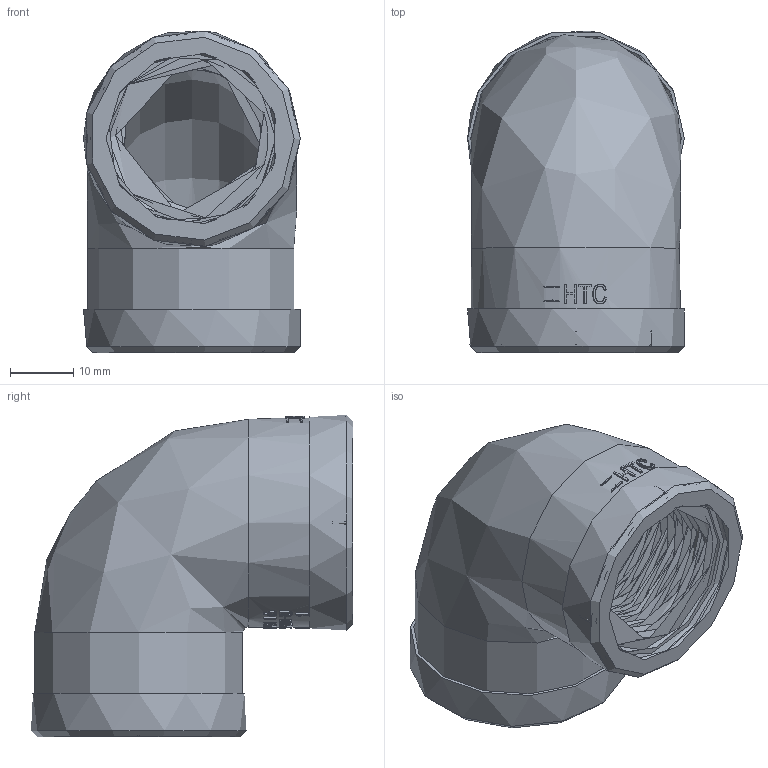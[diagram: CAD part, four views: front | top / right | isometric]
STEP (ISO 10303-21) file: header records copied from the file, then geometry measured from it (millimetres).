
FILE_DESCRIPTION(/* description */ (''),/* implementation_level */ '2;1');
FILE_NAME(/* name */ 'Z6B025025+铁圈.stp',/* time_stamp */ '2025-03-22T16:52:19+08:00',/* author */ (''),/* organization */ (''),/* preprocessor_version */ 'ST-DEVELOPER v16',/* originating_system */ 'SIEMENS PLM Software NX 10.0',/* authorisation */ '');
FILE_SCHEMA (('AUTOMOTIVE_DESIGN { 1 0 10303 214 3 1 1 1 }'));
Length unit declared in the file: millimetre
Products named in the file (1): gelv17ACEE58i09o
Bounding box: 34.2 x 50.78 x 50.78 mm (x, y, z)
Volume: 23691.8 mm3; surface area: 17609.6 mm2
Topology: 3 solids, 3 shells, 1832 faces, 5254 edges, 3455 vertices
Faces by surface type: bspline 1479, plane 175, cylinder 138, sphere 32, torus 8
Full cylindrical faces by diameter (mm): 26.441 x18, 27.1 x2, 29 x2, 33 x2, 33.2 x2, 34.2 x2
Entity records: 99750 total; most frequent: CARTESIAN_POINT 55595, ORIENTED_EDGE 10262, DIRECTION 8881, EDGE_CURVE 5131, AXIS2_PLACEMENT_3D 3553, VERTEX_POINT 3407, ELLIPSE 2907, EDGE_LOOP 1902
